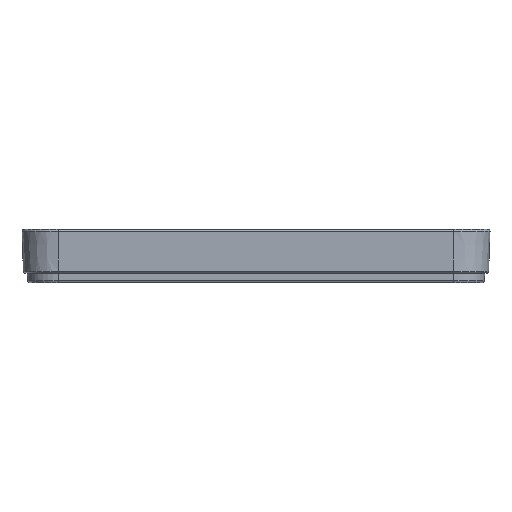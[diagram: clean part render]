
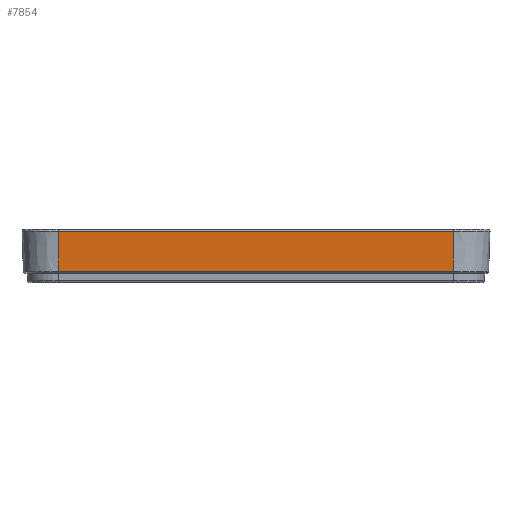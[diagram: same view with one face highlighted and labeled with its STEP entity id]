
A CAD part, left-side view. The second image highlights one B-rep face of the part: STEP entity #7854.
In plain terms, the highlighted planar face has unit normal (-0.999, 0, -0.035).
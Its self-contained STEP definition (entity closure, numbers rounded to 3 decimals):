
#4259 = VERTEX_POINT('',#4260);
#4260 = CARTESIAN_POINT('',(-8.622,69.484,
    -8.014));
#4275 = CYLINDRICAL_SURFACE('',#4276,0.4);
#4276 = AXIS2_PLACEMENT_3D('',#4277,#4278,#4279);
#4277 = CARTESIAN_POINT('',(-8.223,50.484,-8.));
#4278 = DIRECTION('',(0.,-1.,0.));
#4279 = DIRECTION('',(-0.695,0.,
    -0.719));
#4302 = CONICAL_SURFACE('',#4303,7.,0.035);
#4303 = AXIS2_PLACEMENT_3D('',#4304,#4305,#4306);
#4304 = CARTESIAN_POINT('',(-1.902,69.484,0.));
#4305 = DIRECTION('',(0.,0.,1.));
#4306 = DIRECTION('',(0.,-1.,0.));
#4343 = VERTEX_POINT('',#4344);
#4344 = CARTESIAN_POINT('',(-8.622,-6.516,
    -8.014));
#4371 = EDGE_CURVE('',#4343,#4259,#4372,.T.);
#4372 = SURFACE_CURVE('',#4373,(#4377,#4384),.PCURVE_S1.);
#4373 = LINE('',#4374,#4375);
#4374 = CARTESIAN_POINT('',(-8.622,50.484,
    -8.014));
#4375 = VECTOR('',#4376,1.);
#4376 = DIRECTION('',(0.,1.,0.));
#4377 = PCURVE('',#4275,#4378);
#4378 = DEFINITIONAL_REPRESENTATION('',(#4379),#4383);
#4379 = LINE('',#4380,#4381);
#4380 = CARTESIAN_POINT('',(5.515,0.));
#4381 = VECTOR('',#4382,1.);
#4382 = DIRECTION('',(0.,-1.));
#4383 = ( GEOMETRIC_REPRESENTATION_CONTEXT(2) 
PARAMETRIC_REPRESENTATION_CONTEXT() REPRESENTATION_CONTEXT('2D SPACE',''
  ) );
#4384 = PCURVE('',#4385,#4390);
#4385 = PLANE('',#4386);
#4386 = AXIS2_PLACEMENT_3D('',#4387,#4388,#4389);
#4387 = CARTESIAN_POINT('',(-8.902,69.484,0.));
#4388 = DIRECTION('',(-0.999,0.,
    -0.035));
#4389 = DIRECTION('',(0.,1.,0.));
#4390 = DEFINITIONAL_REPRESENTATION('',(#4391),#4395);
#4391 = LINE('',#4392,#4393);
#4392 = CARTESIAN_POINT('',(-19.,8.019));
#4393 = VECTOR('',#4394,1.);
#4394 = DIRECTION('',(1.,0.));
#4395 = ( GEOMETRIC_REPRESENTATION_CONTEXT(2) 
PARAMETRIC_REPRESENTATION_CONTEXT() REPRESENTATION_CONTEXT('2D SPACE',''
  ) );
#4468 = CONICAL_SURFACE('',#4469,7.,0.035);
#4469 = AXIS2_PLACEMENT_3D('',#4470,#4471,#4472);
#4470 = CARTESIAN_POINT('',(-1.902,-6.516,0.));
#4471 = DIRECTION('',(0.,0.,1.));
#4472 = DIRECTION('',(1.,0.,-0.));
#6895 = CYLINDRICAL_SURFACE('',#6896,0.4);
#6896 = AXIS2_PLACEMENT_3D('',#6897,#6898,#6899);
#6897 = CARTESIAN_POINT('',(-8.488,50.484,-0.4));
#6898 = DIRECTION('',(0.,1.,0.));
#6899 = DIRECTION('',(-0.719,0.,0.695
    ));
#7501 = VERTEX_POINT('',#7502);
#7502 = CARTESIAN_POINT('',(-8.888,-6.516,
    -0.414));
#7552 = VERTEX_POINT('',#7553);
#7553 = CARTESIAN_POINT('',(-8.888,69.484,
    -0.414));
#7575 = EDGE_CURVE('',#7552,#7501,#7576,.T.);
#7576 = SURFACE_CURVE('',#7577,(#7581,#7588),.PCURVE_S1.);
#7577 = LINE('',#7578,#7579);
#7578 = CARTESIAN_POINT('',(-8.888,50.484,
    -0.414));
#7579 = VECTOR('',#7580,1.);
#7580 = DIRECTION('',(0.,-1.,0.));
#7581 = PCURVE('',#6895,#7582);
#7582 = DEFINITIONAL_REPRESENTATION('',(#7583),#7587);
#7583 = LINE('',#7584,#7585);
#7584 = CARTESIAN_POINT('',(-0.803,0.));
#7585 = VECTOR('',#7586,1.);
#7586 = DIRECTION('',(0.,-1.));
#7587 = ( GEOMETRIC_REPRESENTATION_CONTEXT(2) 
PARAMETRIC_REPRESENTATION_CONTEXT() REPRESENTATION_CONTEXT('2D SPACE',''
  ) );
#7588 = PCURVE('',#4385,#7589);
#7589 = DEFINITIONAL_REPRESENTATION('',(#7590),#7594);
#7590 = LINE('',#7591,#7592);
#7591 = CARTESIAN_POINT('',(-19.,0.414));
#7592 = VECTOR('',#7593,1.);
#7593 = DIRECTION('',(-1.,0.));
#7594 = ( GEOMETRIC_REPRESENTATION_CONTEXT(2) 
PARAMETRIC_REPRESENTATION_CONTEXT() REPRESENTATION_CONTEXT('2D SPACE',''
  ) );
#7834 = EDGE_CURVE('',#7501,#4343,#7835,.T.);
#7835 = SURFACE_CURVE('',#7836,(#7840,#7847),.PCURVE_S1.);
#7836 = LINE('',#7837,#7838);
#7837 = CARTESIAN_POINT('',(-8.902,-6.516,0.));
#7838 = VECTOR('',#7839,1.);
#7839 = DIRECTION('',(0.035,0.,
    -0.999));
#7840 = PCURVE('',#4468,#7841);
#7841 = DEFINITIONAL_REPRESENTATION('',(#7842),#7846);
#7842 = LINE('',#7843,#7844);
#7843 = CARTESIAN_POINT('',(3.142,0.));
#7844 = VECTOR('',#7845,1.);
#7845 = DIRECTION('',(0.,-1.));
#7846 = ( GEOMETRIC_REPRESENTATION_CONTEXT(2) 
PARAMETRIC_REPRESENTATION_CONTEXT() REPRESENTATION_CONTEXT('2D SPACE',''
  ) );
#7847 = PCURVE('',#4385,#7848);
#7848 = DEFINITIONAL_REPRESENTATION('',(#7849),#7853);
#7849 = LINE('',#7850,#7851);
#7850 = CARTESIAN_POINT('',(-76.,0.));
#7851 = VECTOR('',#7852,1.);
#7852 = DIRECTION('',(0.,1.));
#7853 = ( GEOMETRIC_REPRESENTATION_CONTEXT(2) 
PARAMETRIC_REPRESENTATION_CONTEXT() REPRESENTATION_CONTEXT('2D SPACE',''
  ) );
#7854 = ADVANCED_FACE('',(#7855),#4385,.T.);
#7855 = FACE_BOUND('',#7856,.T.);
#7856 = EDGE_LOOP('',(#7857,#7858,#7859,#7860));
#7857 = ORIENTED_EDGE('',*,*,#4371,.F.);
#7858 = ORIENTED_EDGE('',*,*,#7834,.F.);
#7859 = ORIENTED_EDGE('',*,*,#7575,.F.);
#7860 = ORIENTED_EDGE('',*,*,#7861,.T.);
#7861 = EDGE_CURVE('',#7552,#4259,#7862,.T.);
#7862 = SURFACE_CURVE('',#7863,(#7867,#7874),.PCURVE_S1.);
#7863 = LINE('',#7864,#7865);
#7864 = CARTESIAN_POINT('',(-8.902,69.484,0.));
#7865 = VECTOR('',#7866,1.);
#7866 = DIRECTION('',(0.035,0.,-0.999));
#7867 = PCURVE('',#4385,#7868);
#7868 = DEFINITIONAL_REPRESENTATION('',(#7869),#7873);
#7869 = LINE('',#7870,#7871);
#7870 = CARTESIAN_POINT('',(0.,0.));
#7871 = VECTOR('',#7872,1.);
#7872 = DIRECTION('',(0.,1.));
#7873 = ( GEOMETRIC_REPRESENTATION_CONTEXT(2) 
PARAMETRIC_REPRESENTATION_CONTEXT() REPRESENTATION_CONTEXT('2D SPACE',''
  ) );
#7874 = PCURVE('',#4302,#7875);
#7875 = DEFINITIONAL_REPRESENTATION('',(#7876),#7880);
#7876 = LINE('',#7877,#7878);
#7877 = CARTESIAN_POINT('',(4.712,0.));
#7878 = VECTOR('',#7879,1.);
#7879 = DIRECTION('',(0.,-1.));
#7880 = ( GEOMETRIC_REPRESENTATION_CONTEXT(2) 
PARAMETRIC_REPRESENTATION_CONTEXT() REPRESENTATION_CONTEXT('2D SPACE',''
  ) );
